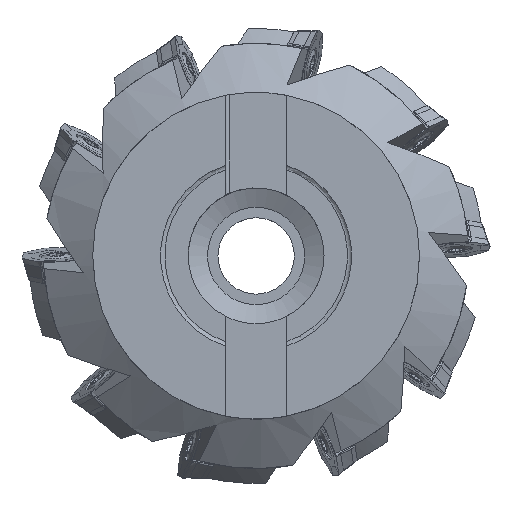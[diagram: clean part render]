
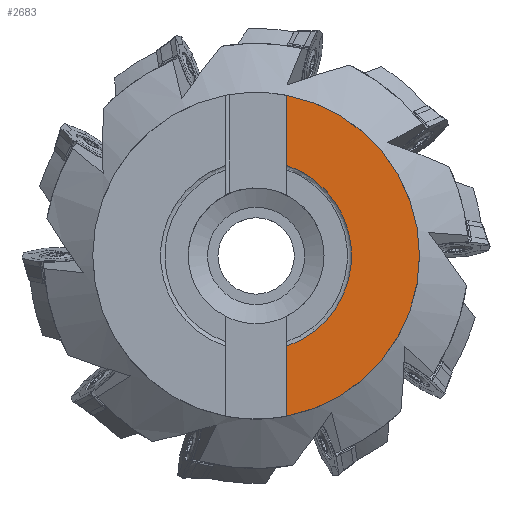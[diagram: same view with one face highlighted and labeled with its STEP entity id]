
A CAD part, top view. The second image highlights one B-rep face of the part: STEP entity #2683.
In plain terms, the highlighted planar face has unit normal (0, 0, 1).
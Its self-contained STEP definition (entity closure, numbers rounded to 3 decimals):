
#652=FACE_OUTER_BOUND('',#3612,.T.);
#1657=LINE('',#22942,#1926);
#1672=LINE('',#23069,#1941);
#1926=VECTOR('',#11409,1.);
#1941=VECTOR('',#11476,1.);
#2063=PLANE('',#9739);
#2683=ADVANCED_FACE('',(#652),#2063,.T.);
#3612=EDGE_LOOP('',(#5421,#5422,#5423,#5424));
#5421=ORIENTED_EDGE('',*,*,#8261,.F.);
#5422=ORIENTED_EDGE('',*,*,#8289,.F.);
#5423=ORIENTED_EDGE('',*,*,#8295,.F.);
#5424=ORIENTED_EDGE('',*,*,#8303,.T.);
#7103=VERTEX_POINT('',#22941);
#7104=VERTEX_POINT('',#22943);
#7124=VERTEX_POINT('',#23049);
#7127=VERTEX_POINT('',#23068);
#8261=EDGE_CURVE('',#7103,#7104,#1657,.T.);
#8289=EDGE_CURVE('',#7124,#7103,#8862,.T.);
#8295=EDGE_CURVE('',#7127,#7124,#1672,.T.);
#8303=EDGE_CURVE('',#7127,#7104,#8869,.T.);
#8862=CIRCLE('',#9721,22.5);
#8869=CIRCLE('',#9736,38.5);
#9721=AXIS2_PLACEMENT_3D('',#23048,#11465,#11466);
#9736=AXIS2_PLACEMENT_3D('',#23088,#11501,#11502);
#9739=AXIS2_PLACEMENT_3D('',#23091,#11507,#11508);
#11409=DIRECTION('',(0.,1.,0.));
#11465=DIRECTION('',(0.,0.,1.));
#11466=DIRECTION('',(1.,0.,0.));
#11476=DIRECTION('',(0.,1.,0.));
#11501=DIRECTION('',(0.,0.,1.));
#11502=DIRECTION('',(1.,0.,0.));
#11507=DIRECTION('',(0.,0.,1.));
#11508=DIRECTION('',(1.,0.,0.));
#22941=CARTESIAN_POINT('',(7.228,21.308,0.));
#22942=CARTESIAN_POINT('',(7.228,0.,0.));
#22943=CARTESIAN_POINT('',(7.228,37.816,0.));
#23048=CARTESIAN_POINT('',(0.,0.,0.));
#23049=CARTESIAN_POINT('',(7.228,-21.308,0.));
#23068=CARTESIAN_POINT('',(7.228,-37.816,0.));
#23069=CARTESIAN_POINT('',(7.228,0.,0.));
#23088=CARTESIAN_POINT('',(0.,0.,0.));
#23091=CARTESIAN_POINT('',(0.,0.,0.));
